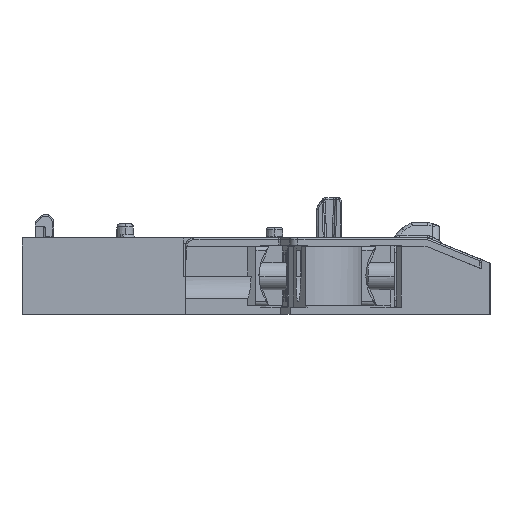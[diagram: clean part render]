
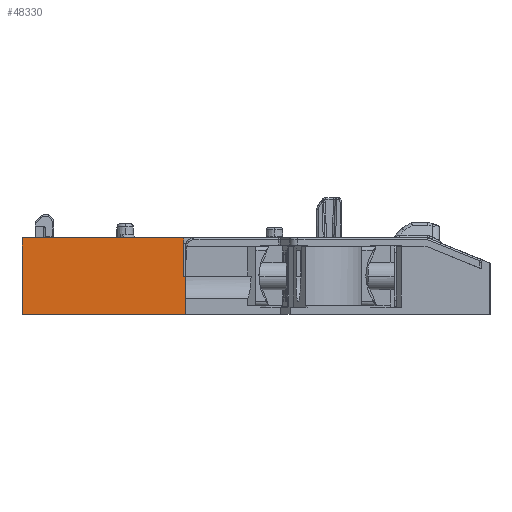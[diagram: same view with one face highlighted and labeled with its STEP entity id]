
A CAD part, left-side view. The second image highlights one B-rep face of the part: STEP entity #48330.
In plain terms, the highlighted planar face has unit normal (-1, 0.009, 0).
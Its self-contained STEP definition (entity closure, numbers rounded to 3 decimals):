
#5733=DIRECTION('',(-0.009,-1.,0.));
#5734=VECTOR('',#5733,19.501);
#5735=CARTESIAN_POINT('',(-22.33,0.,-9.1));
#5736=LINE('',#5735,#5734);
#10404=DIRECTION('',(0.009,1.,0.));
#10405=VECTOR('',#10404,19.26);
#10406=CARTESIAN_POINT('',(-22.498,-19.259,0.));
#10407=LINE('',#10406,#10405);
#10416=DIRECTION('',(-0.009,-1.,0.));
#10417=VECTOR('',#10416,0.2);
#10418=CARTESIAN_POINT('',(-22.498,-19.3,-4.65));
#10419=LINE('',#10418,#10417);
#10420=DIRECTION('',(0.,0.,-1.));
#10421=VECTOR('',#10420,4.45);
#10422=CARTESIAN_POINT('',(-22.5,-19.5,-4.65));
#10423=LINE('',#10422,#10421);
#10424=DIRECTION('',(0.,0.,1.));
#10425=VECTOR('',#10424,9.1);
#10426=CARTESIAN_POINT('',(-22.33,0.,-9.1));
#10427=LINE('',#10426,#10425);
#10428=DIRECTION('',(0.,-0.009,-1.));
#10429=VECTOR('',#10428,4.65);
#10430=CARTESIAN_POINT('',(-22.498,-19.259,0.));
#10431=LINE('',#10430,#10429);
#29991=CARTESIAN_POINT('',(-22.5,-19.5,-9.1));
#29992=VERTEX_POINT('',#29991);
#29993=CARTESIAN_POINT('',(-22.5,-19.5,-4.65));
#29994=VERTEX_POINT('',#29993);
#31658=CARTESIAN_POINT('',(-22.33,0.,-9.1));
#31659=VERTEX_POINT('',#31658);
#32656=CARTESIAN_POINT('',(-22.498,-19.3,-4.65));
#32657=VERTEX_POINT('',#32656);
#33572=CARTESIAN_POINT('',(-22.498,-19.259,0.));
#33573=VERTEX_POINT('',#33572);
#33574=CARTESIAN_POINT('',(-22.33,0.,0.));
#33575=VERTEX_POINT('',#33574);
#48316=CARTESIAN_POINT('',(-22.33,0.,0.));
#48317=DIRECTION('',(-1.,0.009,0.));
#48318=DIRECTION('',(-0.009,-1.,0.));
#48319=AXIS2_PLACEMENT_3D('',#48316,#48317,#48318);
#48320=PLANE('',#48319);
#48321=ORIENTED_EDGE('',*,*,#37641,.T.);
#48323=ORIENTED_EDGE('',*,*,#48322,.T.);
#48324=ORIENTED_EDGE('',*,*,#42099,.F.);
#48325=ORIENTED_EDGE('',*,*,#48293,.T.);
#48326=ORIENTED_EDGE('',*,*,#48309,.F.);
#48327=ORIENTED_EDGE('',*,*,#37622,.T.);
#48328=EDGE_LOOP('',(#48321,#48323,#48324,#48325,#48326,#48327));
#48329=FACE_OUTER_BOUND('',#48328,.F.);
#37622=EDGE_CURVE('',#33573,#32657,#10431,.T.);
#37641=EDGE_CURVE('',#32657,#29994,#10419,.T.);
#42099=EDGE_CURVE('',#31659,#29992,#5736,.T.);
#48293=EDGE_CURVE('',#31659,#33575,#10427,.T.);
#48309=EDGE_CURVE('',#33573,#33575,#10407,.T.);
#48322=EDGE_CURVE('',#29994,#29992,#10423,.T.);
#48330=ADVANCED_FACE('',(#48329),#48320,.T.);
